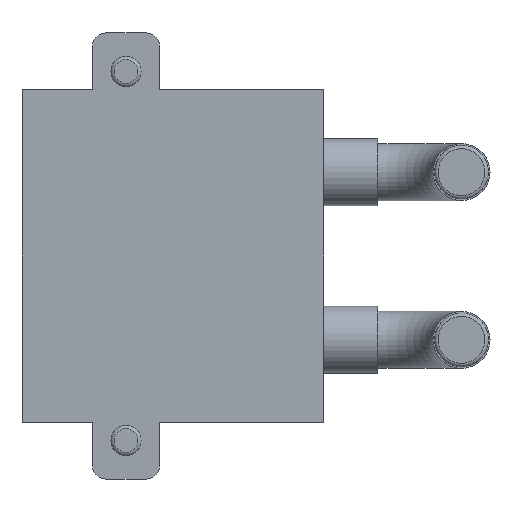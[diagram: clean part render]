
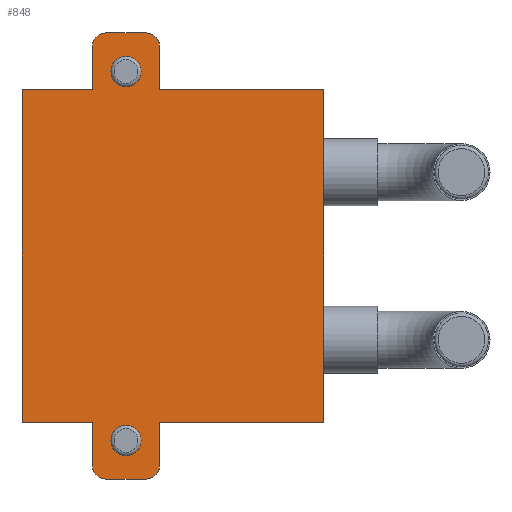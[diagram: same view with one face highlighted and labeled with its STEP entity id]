
A CAD part, front view. The second image highlights one B-rep face of the part: STEP entity #848.
In plain terms, the highlighted planar face has unit normal (0, -1, 0).
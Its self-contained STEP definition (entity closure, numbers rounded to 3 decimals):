
#21=FACE_BOUND('',#183,.T.);
#22=FACE_BOUND('',#184,.T.);
#42=CIRCLE('',#916,0.45);
#48=CIRCLE('',#925,0.45);
#54=CIRCLE('',#937,0.4);
#55=CIRCLE('',#940,0.4);
#56=CIRCLE('',#941,0.4);
#57=CIRCLE('',#942,0.4);
#128=FACE_OUTER_BOUND('',#182,.T.);
#182=EDGE_LOOP('',(#637,#638,#639,#640,#641,#642,#643,#644,#645,#646,#647,
#648,#649,#650,#651,#652));
#183=EDGE_LOOP('',(#653));
#184=EDGE_LOOP('',(#654));
#245=LINE('',#1373,#311);
#252=LINE('',#1394,#318);
#255=LINE('',#1400,#321);
#256=LINE('',#1401,#322);
#257=LINE('',#1403,#323);
#258=LINE('',#1405,#324);
#259=LINE('',#1409,#325);
#260=LINE('',#1413,#326);
#261=LINE('',#1415,#327);
#262=LINE('',#1417,#328);
#263=LINE('',#1419,#329);
#264=LINE('',#1421,#330);
#311=VECTOR('',#1094,10.);
#318=VECTOR('',#1115,10.);
#321=VECTOR('',#1120,10.);
#322=VECTOR('',#1121,10.);
#323=VECTOR('',#1122,10.);
#324=VECTOR('',#1123,10.);
#325=VECTOR('',#1126,10.);
#326=VECTOR('',#1129,10.);
#327=VECTOR('',#1130,10.);
#328=VECTOR('',#1131,10.);
#329=VECTOR('',#1132,10.);
#330=VECTOR('',#1133,10.);
#369=VERTEX_POINT('',#1337);
#374=VERTEX_POINT('',#1352);
#381=VERTEX_POINT('',#1370);
#382=VERTEX_POINT('',#1372);
#387=VERTEX_POINT('',#1387);
#388=VERTEX_POINT('',#1389);
#389=VERTEX_POINT('',#1393);
#391=VERTEX_POINT('',#1399);
#392=VERTEX_POINT('',#1402);
#393=VERTEX_POINT('',#1404);
#394=VERTEX_POINT('',#1406);
#395=VERTEX_POINT('',#1408);
#396=VERTEX_POINT('',#1410);
#397=VERTEX_POINT('',#1412);
#398=VERTEX_POINT('',#1414);
#399=VERTEX_POINT('',#1416);
#400=VERTEX_POINT('',#1418);
#401=VERTEX_POINT('',#1420);
#459=EDGE_CURVE('',#369,#369,#42,.T.);
#466=EDGE_CURVE('',#374,#374,#48,.T.);
#474=EDGE_CURVE('',#382,#381,#245,.T.);
#482=EDGE_CURVE('',#387,#388,#54,.T.);
#484=EDGE_CURVE('',#388,#389,#252,.T.);
#487=EDGE_CURVE('',#391,#387,#255,.T.);
#488=EDGE_CURVE('',#391,#382,#256,.T.);
#489=EDGE_CURVE('',#381,#392,#257,.T.);
#490=EDGE_CURVE('',#392,#393,#258,.T.);
#491=EDGE_CURVE('',#394,#393,#55,.T.);
#492=EDGE_CURVE('',#394,#395,#259,.T.);
#493=EDGE_CURVE('',#396,#395,#56,.T.);
#494=EDGE_CURVE('',#396,#397,#260,.T.);
#495=EDGE_CURVE('',#397,#398,#261,.T.);
#496=EDGE_CURVE('',#398,#399,#262,.T.);
#497=EDGE_CURVE('',#399,#400,#263,.T.);
#498=EDGE_CURVE('',#401,#400,#264,.T.);
#499=EDGE_CURVE('',#389,#401,#57,.T.);
#637=ORIENTED_EDGE('',*,*,#482,.F.);
#638=ORIENTED_EDGE('',*,*,#487,.F.);
#639=ORIENTED_EDGE('',*,*,#488,.T.);
#640=ORIENTED_EDGE('',*,*,#474,.T.);
#641=ORIENTED_EDGE('',*,*,#489,.T.);
#642=ORIENTED_EDGE('',*,*,#490,.T.);
#643=ORIENTED_EDGE('',*,*,#491,.F.);
#644=ORIENTED_EDGE('',*,*,#492,.T.);
#645=ORIENTED_EDGE('',*,*,#493,.F.);
#646=ORIENTED_EDGE('',*,*,#494,.T.);
#647=ORIENTED_EDGE('',*,*,#495,.T.);
#648=ORIENTED_EDGE('',*,*,#496,.T.);
#649=ORIENTED_EDGE('',*,*,#497,.T.);
#650=ORIENTED_EDGE('',*,*,#498,.F.);
#651=ORIENTED_EDGE('',*,*,#499,.F.);
#652=ORIENTED_EDGE('',*,*,#484,.F.);
#653=ORIENTED_EDGE('',*,*,#466,.T.);
#654=ORIENTED_EDGE('',*,*,#459,.T.);
#807=PLANE('',#939);
#848=ADVANCED_FACE('',(#128,#21,#22),#807,.F.);
#916=AXIS2_PLACEMENT_3D('',#1339,#1057,#1058);
#925=AXIS2_PLACEMENT_3D('',#1354,#1076,#1077);
#937=AXIS2_PLACEMENT_3D('',#1390,#1110,#1111);
#939=AXIS2_PLACEMENT_3D('',#1398,#1118,#1119);
#940=AXIS2_PLACEMENT_3D('',#1407,#1124,#1125);
#941=AXIS2_PLACEMENT_3D('',#1411,#1127,#1128);
#942=AXIS2_PLACEMENT_3D('',#1422,#1134,#1135);
#1057=DIRECTION('center_axis',(0.,1.,0.));
#1058=DIRECTION('ref_axis',(1.,0.,0.));
#1076=DIRECTION('center_axis',(0.,1.,0.));
#1077=DIRECTION('ref_axis',(1.,0.,0.));
#1094=DIRECTION('',(0.,0.,1.));
#1110=DIRECTION('center_axis',(0.,1.,0.));
#1111=DIRECTION('ref_axis',(0.707,0.,-0.707));
#1115=DIRECTION('',(-1.,0.,0.));
#1118=DIRECTION('center_axis',(0.,1.,0.));
#1119=DIRECTION('ref_axis',(1.,0.,0.));
#1120=DIRECTION('',(0.,0.,-1.));
#1121=DIRECTION('',(1.,0.,0.));
#1122=DIRECTION('',(-1.,0.,0.));
#1123=DIRECTION('',(0.,0.,1.));
#1124=DIRECTION('center_axis',(0.,1.,0.));
#1125=DIRECTION('ref_axis',(0.707,0.,0.707));
#1126=DIRECTION('',(-1.,0.,0.));
#1127=DIRECTION('center_axis',(0.,1.,0.));
#1128=DIRECTION('ref_axis',(-0.707,0.,0.707));
#1129=DIRECTION('',(0.,0.,-1.));
#1130=DIRECTION('',(-1.,0.,0.));
#1131=DIRECTION('',(0.,0.,-1.));
#1132=DIRECTION('',(1.,0.,0.));
#1133=DIRECTION('',(0.,0.,1.));
#1134=DIRECTION('center_axis',(0.,1.,0.));
#1135=DIRECTION('ref_axis',(-0.707,0.,-0.707));
#1337=CARTESIAN_POINT('',(-1.85,0.,5.5));
#1339=CARTESIAN_POINT('Origin',(-1.4,0.,5.5));
#1352=CARTESIAN_POINT('',(-1.85,0.,-5.5));
#1354=CARTESIAN_POINT('Origin',(-1.4,0.,-5.5));
#1370=CARTESIAN_POINT('',(4.5,0.,4.95));
#1372=CARTESIAN_POINT('',(4.5,0.,-4.95));
#1373=CARTESIAN_POINT('',(4.5,0.,-4.95));
#1387=CARTESIAN_POINT('',(-0.4,0.,-6.25));
#1389=CARTESIAN_POINT('',(-0.8,0.,-6.65));
#1390=CARTESIAN_POINT('Origin',(-0.8,0.,-6.25));
#1393=CARTESIAN_POINT('',(-2.,0.,-6.65));
#1394=CARTESIAN_POINT('',(-0.4,0.,-6.65));
#1398=CARTESIAN_POINT('Origin',(0.,0.,0.));
#1399=CARTESIAN_POINT('',(-0.4,0.,-4.95));
#1400=CARTESIAN_POINT('',(-0.4,0.,-4.95));
#1401=CARTESIAN_POINT('',(-4.5,0.,-4.95));
#1402=CARTESIAN_POINT('',(-0.4,0.,4.95));
#1403=CARTESIAN_POINT('',(4.5,0.,4.95));
#1404=CARTESIAN_POINT('',(-0.4,0.,6.25));
#1405=CARTESIAN_POINT('',(-0.4,0.,4.95));
#1406=CARTESIAN_POINT('',(-0.8,0.,6.65));
#1407=CARTESIAN_POINT('Origin',(-0.8,0.,6.25));
#1408=CARTESIAN_POINT('',(-2.,0.,6.65));
#1409=CARTESIAN_POINT('',(-0.4,0.,6.65));
#1410=CARTESIAN_POINT('',(-2.4,0.,6.25));
#1411=CARTESIAN_POINT('Origin',(-2.,0.,6.25));
#1412=CARTESIAN_POINT('',(-2.4,0.,4.95));
#1413=CARTESIAN_POINT('',(-2.4,0.,6.65));
#1414=CARTESIAN_POINT('',(-4.5,0.,4.95));
#1415=CARTESIAN_POINT('',(4.5,0.,4.95));
#1416=CARTESIAN_POINT('',(-4.5,0.,-4.95));
#1417=CARTESIAN_POINT('',(-4.5,0.,4.95));
#1418=CARTESIAN_POINT('',(-2.4,0.,-4.95));
#1419=CARTESIAN_POINT('',(-4.5,0.,-4.95));
#1420=CARTESIAN_POINT('',(-2.4,0.,-6.25));
#1421=CARTESIAN_POINT('',(-2.4,0.,-6.65));
#1422=CARTESIAN_POINT('Origin',(-2.,0.,-6.25));
